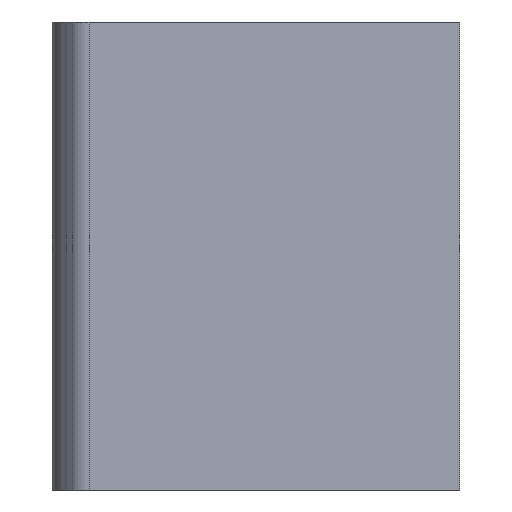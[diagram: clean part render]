
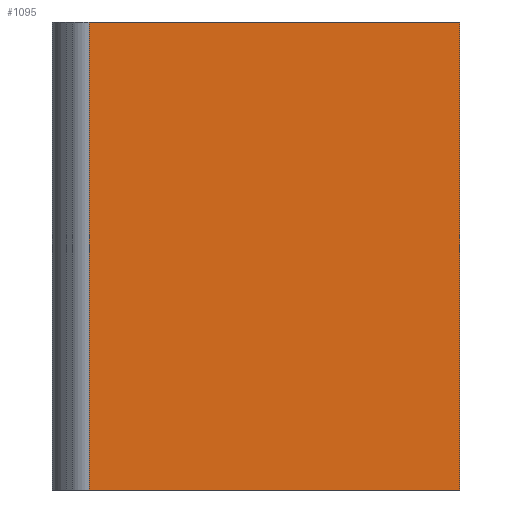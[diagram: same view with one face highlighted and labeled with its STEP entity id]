
A CAD part, left-side view. The second image highlights one B-rep face of the part: STEP entity #1095.
In plain terms, the highlighted planar face has unit normal (-1, 0, 0).
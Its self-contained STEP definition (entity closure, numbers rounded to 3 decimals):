
#79=FACE_OUTER_BOUND('',#134,.T.);
#134=EDGE_LOOP('',(#834,#835,#836,#837));
#249=LINE('',#1691,#388);
#250=LINE('',#1694,#389);
#251=LINE('',#1696,#390);
#252=LINE('',#1697,#391);
#388=VECTOR('',#1373,100.);
#389=VECTOR('',#1376,79.179);
#390=VECTOR('',#1377,79.179);
#391=VECTOR('',#1378,100.);
#501=VERTEX_POINT('',#1687);
#502=VERTEX_POINT('',#1689);
#503=VERTEX_POINT('',#1693);
#504=VERTEX_POINT('',#1695);
#641=EDGE_CURVE('',#501,#502,#249,.T.);
#642=EDGE_CURVE('',#503,#501,#250,.T.);
#643=EDGE_CURVE('',#504,#502,#251,.T.);
#644=EDGE_CURVE('',#503,#504,#252,.T.);
#834=ORIENTED_EDGE('',*,*,#642,.T.);
#835=ORIENTED_EDGE('',*,*,#641,.T.);
#836=ORIENTED_EDGE('',*,*,#643,.F.);
#837=ORIENTED_EDGE('',*,*,#644,.F.);
#1046=PLANE('',#1160);
#1095=ADVANCED_FACE('',(#79),#1046,.T.);
#1160=AXIS2_PLACEMENT_3D('',#1692,#1374,#1375);
#1373=DIRECTION('',(0.,0.,1.));
#1374=DIRECTION('center_axis',(-1.,0.,0.));
#1375=DIRECTION('ref_axis',(0.,-1.,0.));
#1376=DIRECTION('',(0.,-1.,0.));
#1377=DIRECTION('',(0.,-1.,0.));
#1378=DIRECTION('',(0.,0.,1.));
#1687=CARTESIAN_POINT('',(-22.5,-45.,0.));
#1689=CARTESIAN_POINT('',(-22.5,-45.,100.));
#1691=CARTESIAN_POINT('',(-22.5,-45.,0.));
#1692=CARTESIAN_POINT('Origin',(-22.5,34.179,0.));
#1693=CARTESIAN_POINT('',(-22.5,34.179,0.));
#1694=CARTESIAN_POINT('',(-22.5,34.179,0.));
#1695=CARTESIAN_POINT('',(-22.5,34.179,100.));
#1696=CARTESIAN_POINT('',(-22.5,34.179,100.));
#1697=CARTESIAN_POINT('',(-22.5,34.179,0.));
